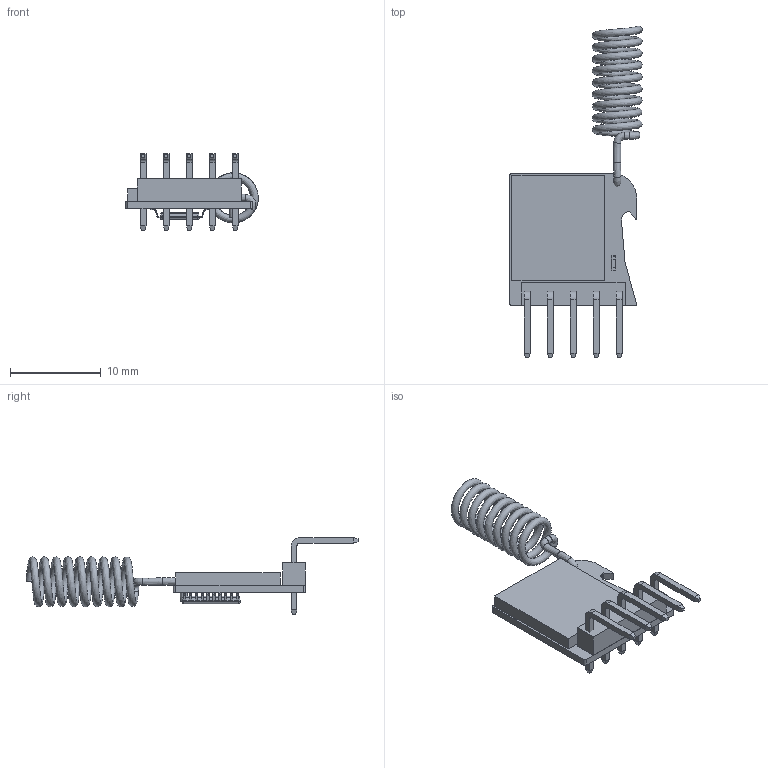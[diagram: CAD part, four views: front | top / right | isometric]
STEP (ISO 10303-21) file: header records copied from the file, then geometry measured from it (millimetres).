
FILE_DESCRIPTION(/* description */ ('STEP AP242','CAx-IF Rec.Pracs.---Representation and Presentation of Product Manufacturing Information (PMI)---4.0---2014-10-13','CAx-IF Rec.Pracs.---3D Tessellated Geometry---0.4---2014-09-14','2;1'),/* implementation_level */ '2;1');
FILE_NAME(/* name */ '6609b628be03236258255814',/* time_stamp */ '2024-03-31T19:14:49Z',/* author */ (''),/* organization */ (''),/* preprocessor_version */ 'ST-DEVELOPER v19.4',/* originating_system */ ' ',/* authorisation */ ' ');
FILE_SCHEMA (('AP242_MANAGED_MODEL_BASED_3D_ENGINEERING_MIM_LF { 1 0 10303 442 1 1 4 }'));
Length unit declared in the file: metre
Products named in the file (14): song69D4D315cmio
Bounding box: 14.59 x 36.59 x 8.48 mm (x, y, z)
Volume: 514.8 mm3; surface area: 1550.7 mm2
Topology: 14 solids, 14 shells, 477 faces, 1272 edges, 807 vertices
Faces by surface type: plane 327, cylinder 126, sphere 16, bspline 8
Entity records: 23834 total; most frequent: CARTESIAN_POINT 11604, ORIENTED_EDGE 2490, DIRECTION 2450, EDGE_CURVE 1245, LINE 980, VECTOR 980, VERTEX_POINT 804, AXIS2_PLACEMENT_3D 735
